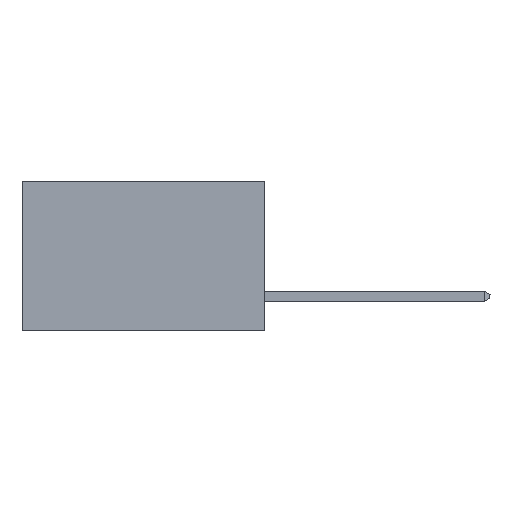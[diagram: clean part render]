
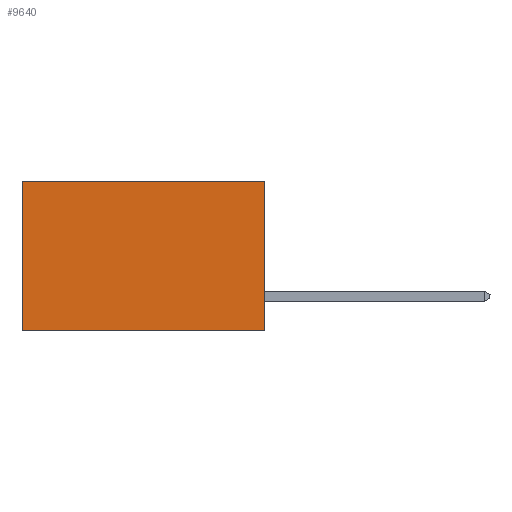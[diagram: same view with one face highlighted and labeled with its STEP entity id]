
A CAD part, left-side view. The second image highlights one B-rep face of the part: STEP entity #9640.
In plain terms, the highlighted planar face has unit normal (-1, 0, 0).
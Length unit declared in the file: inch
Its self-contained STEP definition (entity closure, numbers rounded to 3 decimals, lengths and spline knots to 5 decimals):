
#43 = FACE_OUTER_BOUND ( 'NONE', #12530, .T. ) ;
#246 = VECTOR ( 'NONE', #16672, 39.37008 ) ;
#458 = EDGE_CURVE ( 'NONE', #5907, #864, #4614, .T. ) ;
#864 = VERTEX_POINT ( 'NONE', #10904 ) ;
#2444 = CARTESIAN_POINT ( 'NONE',  ( 0.298, 0., 0. ) ) ;
#3043 = CARTESIAN_POINT ( 'NONE',  ( 0.298, 0., -0.37 ) ) ;
#3527 = DIRECTION ( 'NONE',  ( 0., 0., -1. ) ) ;
#3903 = ORIENTED_EDGE ( 'NONE', *, *, #23704, .F. ) ;
#4614 = LINE ( 'NONE', #10900, #16784 ) ;
#5907 = VERTEX_POINT ( 'NONE', #18129 ) ;
#6486 = EDGE_CURVE ( 'NONE', #5907, #14395, #7469, .T. ) ;
#6820 = DIRECTION ( 'NONE',  ( 0., 0., -1. ) ) ;
#7469 = LINE ( 'NONE', #12740, #8414 ) ;
#8414 = VECTOR ( 'NONE', #27209, 39.37008 ) ;
#9640 = ADVANCED_FACE ( 'NONE', ( #43 ), #21747, .F. ) ;
#9890 = ORIENTED_EDGE ( 'NONE', *, *, #10330, .T. ) ;
#10330 = EDGE_CURVE ( 'NONE', #864, #26831, #23028, .T. ) ;
#10900 = CARTESIAN_POINT ( 'NONE',  ( 0.298, 0., 0. ) ) ;
#10904 = CARTESIAN_POINT ( 'NONE',  ( 0.298, 0.6, 0. ) ) ;
#11343 = DIRECTION ( 'NONE',  ( 0., 1., 0. ) ) ;
#12530 = EDGE_LOOP ( 'NONE', ( #9890, #3903, #14788, #20818 ) ) ;
#12740 = CARTESIAN_POINT ( 'NONE',  ( 0.298, 0., 0. ) ) ;
#13168 = VECTOR ( 'NONE', #3527, 39.37008 ) ;
#14395 = VERTEX_POINT ( 'NONE', #3043 ) ;
#14788 = ORIENTED_EDGE ( 'NONE', *, *, #6486, .F. ) ;
#15345 = CARTESIAN_POINT ( 'NONE',  ( 0.298, 0.6, -0.37 ) ) ;
#16672 = DIRECTION ( 'NONE',  ( 0., 1., 0. ) ) ;
#16784 = VECTOR ( 'NONE', #11343, 39.37008 ) ;
#17223 = DIRECTION ( 'NONE',  ( 1., 0., 0. ) ) ;
#18129 = CARTESIAN_POINT ( 'NONE',  ( 0.298, 0., 0. ) ) ;
#20818 = ORIENTED_EDGE ( 'NONE', *, *, #458, .T. ) ;
#21747 = PLANE ( 'NONE',  #23008 ) ;
#23008 = AXIS2_PLACEMENT_3D ( 'NONE', #2444, #17223, #6820 ) ;
#23028 = LINE ( 'NONE', #24610, #13168 ) ;
#23704 = EDGE_CURVE ( 'NONE', #14395, #26831, #26950, .T. ) ;
#24610 = CARTESIAN_POINT ( 'NONE',  ( 0.298, 0.6, 0. ) ) ;
#26831 = VERTEX_POINT ( 'NONE', #15345 ) ;
#26950 = LINE ( 'NONE', #27205, #246 ) ;
#27205 = CARTESIAN_POINT ( 'NONE',  ( 0.298, 0., -0.37 ) ) ;
#27209 = DIRECTION ( 'NONE',  ( 0., 0., -1. ) ) ;
